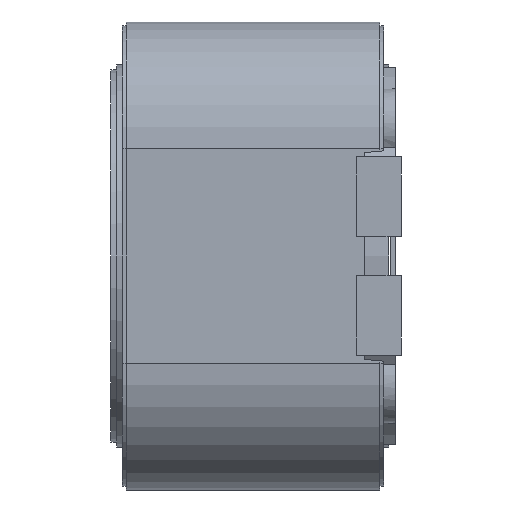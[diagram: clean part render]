
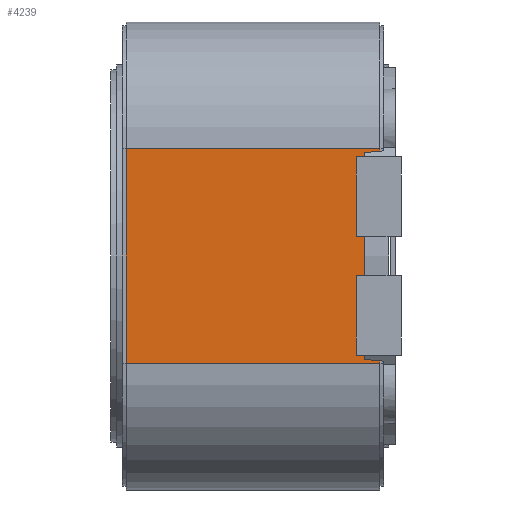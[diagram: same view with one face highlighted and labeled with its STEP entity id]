
A CAD part, left-side view. The second image highlights one B-rep face of the part: STEP entity #4239.
In plain terms, the highlighted planar face has unit normal (-1, 0, 0).
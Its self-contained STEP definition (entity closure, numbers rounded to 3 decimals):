
#147 = DIRECTION ( 'NONE',  ( 0., 0., -1. ) ) ;
#211 = EDGE_CURVE ( 'NONE', #2282, #432, #3824, .T. ) ;
#216 = VECTOR ( 'NONE', #147, 1000. ) ;
#324 = EDGE_CURVE ( 'NONE', #6376, #2282, #2465, .T. ) ;
#432 = VERTEX_POINT ( 'NONE', #2034 ) ;
#503 = DIRECTION ( 'NONE',  ( 0., 0., -1. ) ) ;
#527 = LINE ( 'NONE', #2906, #4337 ) ;
#539 = PLANE ( 'NONE',  #1269 ) ;
#541 = VERTEX_POINT ( 'NONE', #5810 ) ;
#623 = ORIENTED_EDGE ( 'NONE', *, *, #211, .T. ) ;
#630 = CARTESIAN_POINT ( 'NONE',  ( -6., 0.1, 2.75 ) ) ;
#709 = ORIENTED_EDGE ( 'NONE', *, *, #2108, .T. ) ;
#710 = LINE ( 'NONE', #2722, #5742 ) ;
#788 = CARTESIAN_POINT ( 'NONE',  ( -6., 6.6, 2.75 ) ) ;
#801 = ORIENTED_EDGE ( 'NONE', *, *, #2186, .T. ) ;
#822 = LINE ( 'NONE', #2444, #3018 ) ;
#899 = VECTOR ( 'NONE', #2821, 1000. ) ;
#901 = CARTESIAN_POINT ( 'NONE',  ( -6., 0.1, -2.689 ) ) ;
#1158 = ORIENTED_EDGE ( 'NONE', *, *, #1816, .F. ) ;
#1269 = AXIS2_PLACEMENT_3D ( 'NONE', #2023, #5998, #3562 ) ;
#1758 = VERTEX_POINT ( 'NONE', #901 ) ;
#1816 = EDGE_CURVE ( 'NONE', #2229, #6222, #3985, .T. ) ;
#2023 = CARTESIAN_POINT ( 'NONE',  ( -6., 6.7, 0. ) ) ;
#2034 = CARTESIAN_POINT ( 'NONE',  ( -6., 0.1, 2.689 ) ) ;
#2055 = ORIENTED_EDGE ( 'NONE', *, *, #5238, .F. ) ;
#2084 = LINE ( 'NONE', #630, #216 ) ;
#2108 = EDGE_CURVE ( 'NONE', #1758, #6376, #822, .T. ) ;
#2129 = ORIENTED_EDGE ( 'NONE', *, *, #4123, .F. ) ;
#2186 = EDGE_CURVE ( 'NONE', #2229, #5864, #710, .T. ) ;
#2229 = VERTEX_POINT ( 'NONE', #3964 ) ;
#2282 = VERTEX_POINT ( 'NONE', #2564 ) ;
#2444 = CARTESIAN_POINT ( 'NONE',  ( -6., 0.5, -2.65 ) ) ;
#2465 = LINE ( 'NONE', #4473, #5733 ) ;
#2564 = CARTESIAN_POINT ( 'NONE',  ( -6., 0.5, 2.65 ) ) ;
#2722 = CARTESIAN_POINT ( 'NONE',  ( -6., 6.7, -2.75 ) ) ;
#2821 = DIRECTION ( 'NONE',  ( 0., 0., 1. ) ) ;
#2906 = CARTESIAN_POINT ( 'NONE',  ( -6., 0.1, 2.75 ) ) ;
#2924 = CARTESIAN_POINT ( 'NONE',  ( -6., 6.6, 2.75 ) ) ;
#3018 = VECTOR ( 'NONE', #5829, 1000. ) ;
#3377 = DIRECTION ( 'NONE',  ( 0., -1., 0. ) ) ;
#3562 = DIRECTION ( 'NONE',  ( 0., 0., 1. ) ) ;
#3723 = EDGE_LOOP ( 'NONE', ( #4034, #623, #6214, #2129, #1158, #801, #2055, #709 ) ) ;
#3824 = LINE ( 'NONE', #5949, #4886 ) ;
#3964 = CARTESIAN_POINT ( 'NONE',  ( -6., 6.6, -2.75 ) ) ;
#3985 = LINE ( 'NONE', #2924, #899 ) ;
#4034 = ORIENTED_EDGE ( 'NONE', *, *, #324, .T. ) ;
#4123 = EDGE_CURVE ( 'NONE', #6222, #541, #4461, .T. ) ;
#4222 = VECTOR ( 'NONE', #3377, 1000. ) ;
#4239 = ADVANCED_FACE ( 'NONE', ( #4521 ), #539, .T. ) ;
#4337 = VECTOR ( 'NONE', #503, 1000. ) ;
#4461 = LINE ( 'NONE', #5936, #4222 ) ;
#4473 = CARTESIAN_POINT ( 'NONE',  ( -6., 0.5, 2.65 ) ) ;
#4521 = FACE_OUTER_BOUND ( 'NONE', #3723, .T. ) ;
#4558 = CARTESIAN_POINT ( 'NONE',  ( -6., 0.1, -2.75 ) ) ;
#4886 = VECTOR ( 'NONE', #5825, 1000. ) ;
#5238 = EDGE_CURVE ( 'NONE', #1758, #5864, #2084, .T. ) ;
#5733 = VECTOR ( 'NONE', #6473, 1000. ) ;
#5742 = VECTOR ( 'NONE', #6198, 1000. ) ;
#5810 = CARTESIAN_POINT ( 'NONE',  ( -6., 0.1, 2.75 ) ) ;
#5825 = DIRECTION ( 'NONE',  ( 0., -0.995, 0.096 ) ) ;
#5829 = DIRECTION ( 'NONE',  ( 0., 0.995, 0.096 ) ) ;
#5864 = VERTEX_POINT ( 'NONE', #4558 ) ;
#5929 = CARTESIAN_POINT ( 'NONE',  ( -6., 0.5, -2.65 ) ) ;
#5936 = CARTESIAN_POINT ( 'NONE',  ( -6., 6.7, 2.75 ) ) ;
#5949 = CARTESIAN_POINT ( 'NONE',  ( -6., 0.5, 2.65 ) ) ;
#5998 = DIRECTION ( 'NONE',  ( -1., 0., 0. ) ) ;
#6198 = DIRECTION ( 'NONE',  ( 0., -1., 0. ) ) ;
#6214 = ORIENTED_EDGE ( 'NONE', *, *, #6391, .F. ) ;
#6222 = VERTEX_POINT ( 'NONE', #788 ) ;
#6376 = VERTEX_POINT ( 'NONE', #5929 ) ;
#6391 = EDGE_CURVE ( 'NONE', #541, #432, #527, .T. ) ;
#6473 = DIRECTION ( 'NONE',  ( 0., 0., 1. ) ) ;
